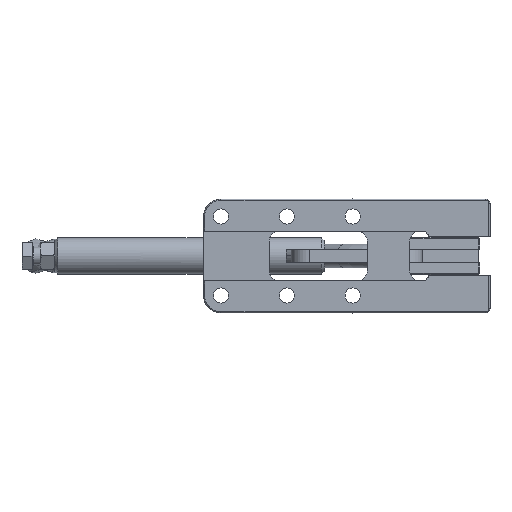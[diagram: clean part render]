
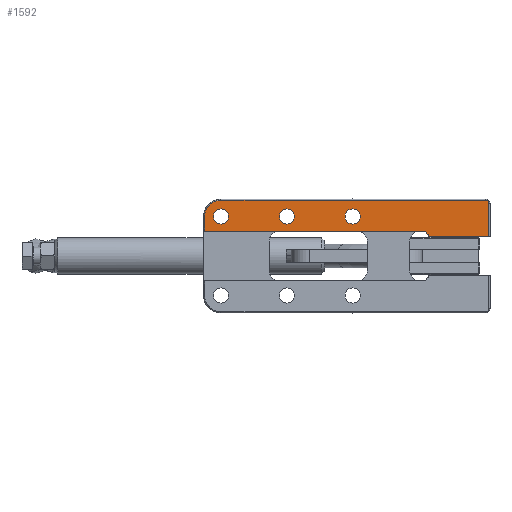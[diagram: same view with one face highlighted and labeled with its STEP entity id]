
A CAD part, front view. The second image highlights one B-rep face of the part: STEP entity #1592.
In plain terms, the highlighted planar face has unit normal (0, -1, 0).
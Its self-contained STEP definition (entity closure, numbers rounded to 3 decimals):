
#5 = AXIS2_PLACEMENT_3D ( 'NONE', #203, #7792, #1301 ) ;
#38 = DIRECTION ( 'NONE',  ( 0., 0., 1. ) ) ;
#43 = AXIS2_PLACEMENT_3D ( 'NONE', #11394, #13626, #7151 ) ;
#187 = ORIENTED_EDGE ( 'NONE', *, *, #7984, .F. ) ;
#203 = CARTESIAN_POINT ( 'NONE',  ( -85.92, 1., 27. ) ) ;
#224 = AXIS2_PLACEMENT_3D ( 'NONE', #10163, #3680, #11256 ) ;
#312 = ORIENTED_EDGE ( 'NONE', *, *, #13902, .T. ) ;
#501 = VERTEX_POINT ( 'NONE', #13391 ) ;
#513 = ORIENTED_EDGE ( 'NONE', *, *, #4829, .T. ) ;
#535 = CIRCLE ( 'NONE', #1744, 11.156 ) ;
#541 = CARTESIAN_POINT ( 'NONE',  ( -46., 1., 17. ) ) ;
#578 = DIRECTION ( 'NONE',  ( 0., 0., -1. ) ) ;
#677 = CIRCLE ( 'NONE', #8984, 5.15 ) ;
#966 = CARTESIAN_POINT ( 'NONE',  ( 55.972, 1., 13. ) ) ;
#1015 = CARTESIAN_POINT ( 'NONE',  ( 97.156, 1., 35.92 ) ) ;
#1301 = DIRECTION ( 'NONE',  ( 0., 0., -1. ) ) ;
#1361 = CARTESIAN_POINT ( 'NONE',  ( 286.646, 1., 13. ) ) ;
#1592 = ADVANCED_FACE ( 'NONE', ( #2717, #11002, #5586, #8159 ), #11435, .F. ) ;
#1739 = CARTESIAN_POINT ( 'NONE',  ( -85.92, 1., 21.85 ) ) ;
#1742 = EDGE_CURVE ( 'NONE', #13388, #9592, #12865, .T. ) ;
#1744 = AXIS2_PLACEMENT_3D ( 'NONE', #4632, #12216, #5717 ) ;
#1748 = AXIS2_PLACEMENT_3D ( 'NONE', #12998, #6517, #38 ) ;
#1816 = ORIENTED_EDGE ( 'NONE', *, *, #11199, .F. ) ;
#1922 = DIRECTION ( 'NONE',  ( -1., 0., 0. ) ) ;
#2001 = CARTESIAN_POINT ( 'NONE',  ( 97.156, 1., 39. ) ) ;
#2273 = LINE ( 'NONE', #9485, #13468 ) ;
#2386 = ORIENTED_EDGE ( 'NONE', *, *, #9484, .T. ) ;
#2432 = CARTESIAN_POINT ( 'NONE',  ( 4.08, 1., 27. ) ) ;
#2570 = LINE ( 'NONE', #9737, #10849 ) ;
#2717 = FACE_BOUND ( 'NONE', #10935, .T. ) ;
#3262 = DIRECTION ( 'NONE',  ( 0., 0., -1. ) ) ;
#3515 = DIRECTION ( 'NONE',  ( 0., 0., -1. ) ) ;
#3613 = VECTOR ( 'NONE', #10011, 1000. ) ;
#3680 = DIRECTION ( 'NONE',  ( 0., -1., 0. ) ) ;
#3833 = CARTESIAN_POINT ( 'NONE',  ( 94.92, 1., 38.156 ) ) ;
#4087 = CARTESIAN_POINT ( 'NONE',  ( 51.5, 1., 12.5 ) ) ;
#4128 = CARTESIAN_POINT ( 'NONE',  ( 4.08, 1., 32.15 ) ) ;
#4632 = CARTESIAN_POINT ( 'NONE',  ( -86., 1., 27. ) ) ;
#4690 = VERTEX_POINT ( 'NONE', #966 ) ;
#4710 = VECTOR ( 'NONE', #9566, 1000. ) ;
#4787 = ORIENTED_EDGE ( 'NONE', *, *, #9789, .T. ) ;
#4829 = EDGE_CURVE ( 'NONE', #6241, #6310, #2570, .T. ) ;
#4893 = CIRCLE ( 'NONE', #1748, 2.236 ) ;
#5178 = EDGE_CURVE ( 'NONE', #9592, #13388, #6468, .T. ) ;
#5181 = DIRECTION ( 'NONE',  ( 0., 0., 1. ) ) ;
#5240 = CARTESIAN_POINT ( 'NONE',  ( 4.08, 1., 27. ) ) ;
#5586 = FACE_BOUND ( 'NONE', #5693, .T. ) ;
#5632 = EDGE_LOOP ( 'NONE', ( #187, #13501 ) ) ;
#5670 = ORIENTED_EDGE ( 'NONE', *, *, #12500, .F. ) ;
#5693 = EDGE_LOOP ( 'NONE', ( #12770, #5670 ) ) ;
#5717 = DIRECTION ( 'NONE',  ( 0., 0., 1. ) ) ;
#5873 = ORIENTED_EDGE ( 'NONE', *, *, #7648, .T. ) ;
#5936 = DIRECTION ( 'NONE',  ( 0., -1., 0. ) ) ;
#6241 = VERTEX_POINT ( 'NONE', #10663 ) ;
#6310 = VERTEX_POINT ( 'NONE', #9862 ) ;
#6349 = DIRECTION ( 'NONE',  ( 0., 0., -1. ) ) ;
#6468 = CIRCLE ( 'NONE', #224, 5.15 ) ;
#6517 = DIRECTION ( 'NONE',  ( 0., -1., 0. ) ) ;
#6662 = CIRCLE ( 'NONE', #5, 5.15 ) ;
#6705 = VERTEX_POINT ( 'NONE', #7749 ) ;
#6711 = ORIENTED_EDGE ( 'NONE', *, *, #1742, .F. ) ;
#6979 = VERTEX_POINT ( 'NONE', #3833 ) ;
#7030 = DIRECTION ( 'NONE',  ( -1., 0., 0. ) ) ;
#7059 = DIRECTION ( 'NONE',  ( 0., -1., 0. ) ) ;
#7151 = DIRECTION ( 'NONE',  ( 0., 0., 1. ) ) ;
#7261 = ORIENTED_EDGE ( 'NONE', *, *, #5178, .F. ) ;
#7468 = CIRCLE ( 'NONE', #8806, 5.15 ) ;
#7648 = EDGE_CURVE ( 'NONE', #6705, #6241, #535, .T. ) ;
#7749 = CARTESIAN_POINT ( 'NONE',  ( -86., 1., 38.156 ) ) ;
#7792 = DIRECTION ( 'NONE',  ( 0., -1., 0. ) ) ;
#7984 = EDGE_CURVE ( 'NONE', #10499, #10939, #9650, .T. ) ;
#8037 = AXIS2_PLACEMENT_3D ( 'NONE', #13543, #7059, #578 ) ;
#8159 = FACE_OUTER_BOUND ( 'NONE', #10249, .T. ) ;
#8391 = AXIS2_PLACEMENT_3D ( 'NONE', #4087, #11685, #5181 ) ;
#8806 = AXIS2_PLACEMENT_3D ( 'NONE', #2432, #10012, #3515 ) ;
#8890 = CIRCLE ( 'NONE', #8391, 4.5 ) ;
#8984 = AXIS2_PLACEMENT_3D ( 'NONE', #12418, #5936, #13521 ) ;
#8996 = EDGE_CURVE ( 'NONE', #10939, #10499, #7468, .T. ) ;
#9150 = CARTESIAN_POINT ( 'NONE',  ( -40.92, 1., 21.85 ) ) ;
#9329 = CARTESIAN_POINT ( 'NONE',  ( 97.156, 1., 13. ) ) ;
#9423 = VERTEX_POINT ( 'NONE', #13965 ) ;
#9484 = EDGE_CURVE ( 'NONE', #9892, #6979, #4893, .T. ) ;
#9485 = CARTESIAN_POINT ( 'NONE',  ( -98., 1., 38.156 ) ) ;
#9566 = DIRECTION ( 'NONE',  ( 0., 0., 1. ) ) ;
#9592 = VERTEX_POINT ( 'NONE', #9150 ) ;
#9593 = EDGE_CURVE ( 'NONE', #13842, #9423, #677, .T. ) ;
#9650 = CIRCLE ( 'NONE', #11147, 5.15 ) ;
#9737 = CARTESIAN_POINT ( 'NONE',  ( -97.156, 1., 39. ) ) ;
#9789 = EDGE_CURVE ( 'NONE', #10082, #9892, #13349, .T. ) ;
#9862 = CARTESIAN_POINT ( 'NONE',  ( -97.156, 1., 17. ) ) ;
#9892 = VERTEX_POINT ( 'NONE', #1015 ) ;
#9977 = EDGE_CURVE ( 'NONE', #501, #6310, #11675, .T. ) ;
#9996 = ORIENTED_EDGE ( 'NONE', *, *, #9977, .F. ) ;
#10011 = DIRECTION ( 'NONE',  ( -1., 0., 0. ) ) ;
#10012 = DIRECTION ( 'NONE',  ( 0., -1., 0. ) ) ;
#10082 = VERTEX_POINT ( 'NONE', #9329 ) ;
#10163 = CARTESIAN_POINT ( 'NONE',  ( -40.92, 1., 27. ) ) ;
#10249 = EDGE_LOOP ( 'NONE', ( #1816, #4787, #2386, #312, #5873, #513, #9996, #11805 ) ) ;
#10499 = VERTEX_POINT ( 'NONE', #12926 ) ;
#10663 = CARTESIAN_POINT ( 'NONE',  ( -97.156, 1., 27. ) ) ;
#10849 = VECTOR ( 'NONE', #3262, 1000. ) ;
#10913 = EDGE_CURVE ( 'NONE', #4690, #501, #8890, .T. ) ;
#10935 = EDGE_LOOP ( 'NONE', ( #7261, #6711 ) ) ;
#10939 = VERTEX_POINT ( 'NONE', #4128 ) ;
#10968 = VECTOR ( 'NONE', #7030, 1000. ) ;
#11002 = FACE_BOUND ( 'NONE', #5632, .T. ) ;
#11147 = AXIS2_PLACEMENT_3D ( 'NONE', #5240, #12821, #6349 ) ;
#11199 = EDGE_CURVE ( 'NONE', #10082, #4690, #12263, .T. ) ;
#11256 = DIRECTION ( 'NONE',  ( 0., 0., -1. ) ) ;
#11394 = CARTESIAN_POINT ( 'NONE',  ( 286.646, 1., 42.259 ) ) ;
#11435 = PLANE ( 'NONE',  #43 ) ;
#11675 = LINE ( 'NONE', #541, #10968 ) ;
#11685 = DIRECTION ( 'NONE',  ( 0., -1., 0. ) ) ;
#11696 = CARTESIAN_POINT ( 'NONE',  ( -40.92, 1., 32.15 ) ) ;
#11805 = ORIENTED_EDGE ( 'NONE', *, *, #10913, .F. ) ;
#12216 = DIRECTION ( 'NONE',  ( 0., -1., 0. ) ) ;
#12263 = LINE ( 'NONE', #1361, #3613 ) ;
#12418 = CARTESIAN_POINT ( 'NONE',  ( -85.92, 1., 27. ) ) ;
#12500 = EDGE_CURVE ( 'NONE', #9423, #13842, #6662, .T. ) ;
#12770 = ORIENTED_EDGE ( 'NONE', *, *, #9593, .F. ) ;
#12821 = DIRECTION ( 'NONE',  ( 0., -1., 0. ) ) ;
#12865 = CIRCLE ( 'NONE', #8037, 5.15 ) ;
#12926 = CARTESIAN_POINT ( 'NONE',  ( 4.08, 1., 21.85 ) ) ;
#12998 = CARTESIAN_POINT ( 'NONE',  ( 94.92, 1., 35.92 ) ) ;
#13349 = LINE ( 'NONE', #2001, #4710 ) ;
#13388 = VERTEX_POINT ( 'NONE', #11696 ) ;
#13391 = CARTESIAN_POINT ( 'NONE',  ( 51.5, 1., 17. ) ) ;
#13468 = VECTOR ( 'NONE', #1922, 1000. ) ;
#13501 = ORIENTED_EDGE ( 'NONE', *, *, #8996, .F. ) ;
#13521 = DIRECTION ( 'NONE',  ( 0., 0., -1. ) ) ;
#13543 = CARTESIAN_POINT ( 'NONE',  ( -40.92, 1., 27. ) ) ;
#13626 = DIRECTION ( 'NONE',  ( 0., 1., 0. ) ) ;
#13842 = VERTEX_POINT ( 'NONE', #1739 ) ;
#13902 = EDGE_CURVE ( 'NONE', #6979, #6705, #2273, .T. ) ;
#13965 = CARTESIAN_POINT ( 'NONE',  ( -85.92, 1., 32.15 ) ) ;
